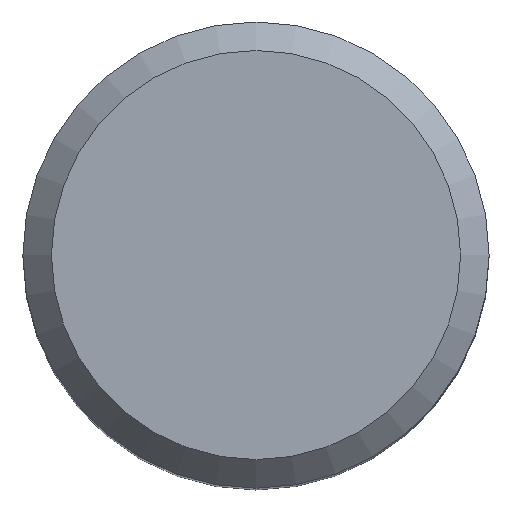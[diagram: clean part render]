
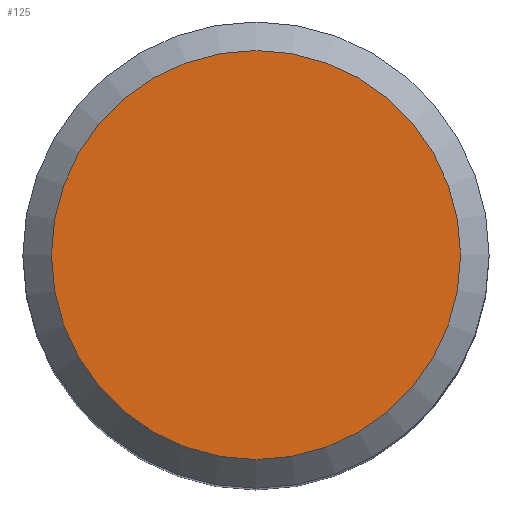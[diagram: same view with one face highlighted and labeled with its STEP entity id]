
A CAD part, top view. The second image highlights one B-rep face of the part: STEP entity #125.
In plain terms, the highlighted planar face has unit normal (0, 0, 1).
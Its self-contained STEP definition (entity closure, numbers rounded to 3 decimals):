
#112=PLANE('',#384);
#114=FACE_OUTER_BOUND('',#178,.T.);
#125=ADVANCED_FACE('',(#114),#112,.T.);
#178=EDGE_LOOP('',(#210));
#210=ORIENTED_EDGE('',*,*,#256,.T.);
#240=VERTEX_POINT('',#519);
#256=EDGE_CURVE('',#240,#240,#272,.T.);
#272=CIRCLE('',#383,11.2);
#383=AXIS2_PLACEMENT_3D('',#518,#438,#439);
#384=AXIS2_PLACEMENT_3D('',#520,#440,#441);
#438=DIRECTION('',(0.,0.,1.));
#439=DIRECTION('',(1.,0.,0.));
#440=DIRECTION('',(0.,0.,1.));
#441=DIRECTION('',(1.,0.,0.));
#518=CARTESIAN_POINT('',(0.,0.,0.));
#519=CARTESIAN_POINT('',(11.2,0.,0.));
#520=CARTESIAN_POINT('',(0.,0.,0.));
